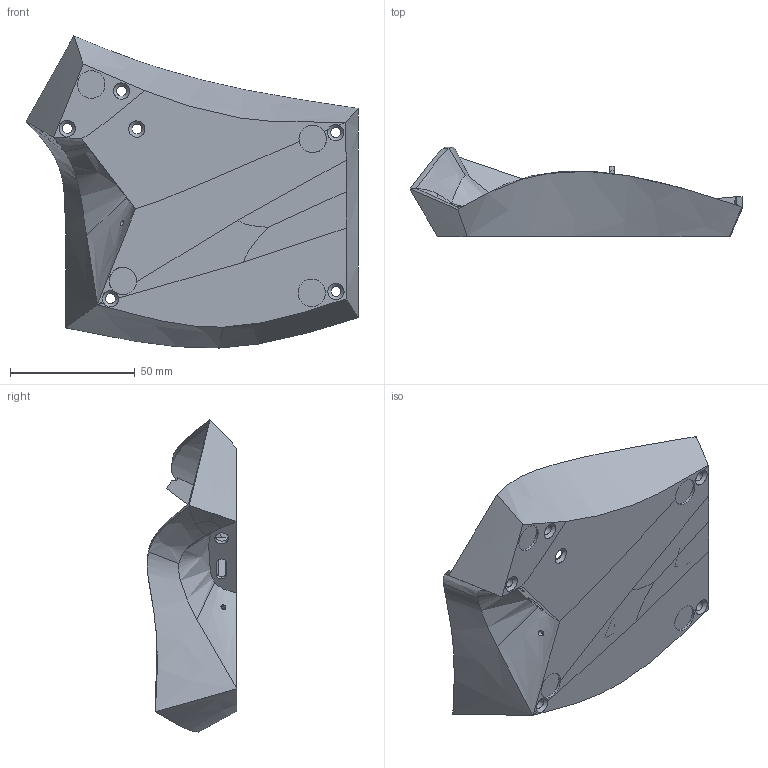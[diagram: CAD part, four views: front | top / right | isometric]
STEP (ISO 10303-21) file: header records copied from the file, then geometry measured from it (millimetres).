
FILE_DESCRIPTION(/* description */ (''),/* implementation_level */ '2;1');
FILE_NAME(/* name */ 'cygnus_3x5_bottom.step',/* time_stamp */ '2024-04-06T18:12:40+03:00',/* author */ (''),/* organization */ (''),/* preprocessor_version */ 'ST-DEVELOPER v20',/* originating_system */ 'Autodesk Translation Framework v12.20.1.177',/* authorisation */ '');
FILE_SCHEMA (('AUTOMOTIVE_DESIGN { 1 0 10303 214 3 1 1 }'));
Length unit declared in the file: millimetre
Products named in the file (3): cygnus_case; Switch; controller and jack
Assembly tree (2 placements, depth 2):
  cygnus_case
    Switch
    controller and jack
Bounding box: 132.94 x 35.93 x 124.97 mm (x, y, z)
Volume: 34611.5 mm3; surface area: 41066.3 mm2
Topology: 5 solids, 5 shells, 202 faces, 545 edges, 352 vertices
Faces by surface type: plane 94, bspline 68, cylinder 26, cone 14
Full cylindrical faces by diameter (mm): 2 x1, 4 x7, 5.5 x1, 8 x3, 9 x2, 11 x4
Entity records: 17518 total; most frequent: CARTESIAN_POINT 12920, ORIENTED_EDGE 1090, DIRECTION 678, EDGE_CURVE 545, VERTEX_POINT 352, B_SPLINE_CURVE_WITH_KNOTS 234, AXIS2_PLACEMENT_3D 228, EDGE_LOOP 223
